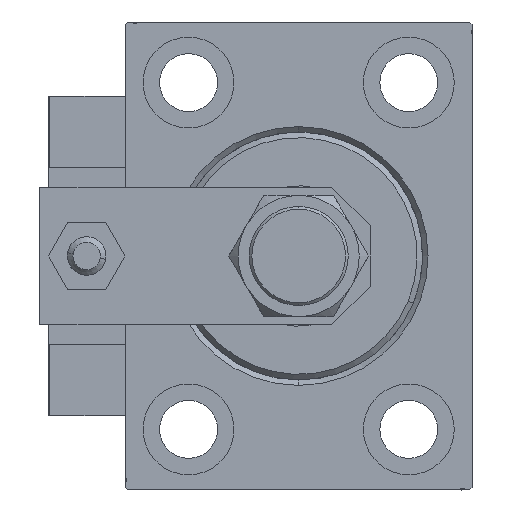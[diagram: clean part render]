
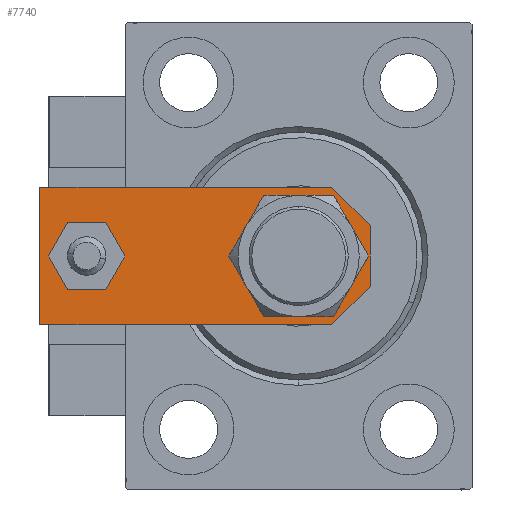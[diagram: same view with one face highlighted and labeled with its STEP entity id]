
A CAD part, left-side view. The second image highlights one B-rep face of the part: STEP entity #7740.
In plain terms, the highlighted face is planar.
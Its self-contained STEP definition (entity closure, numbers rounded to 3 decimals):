
#394 = CARTESIAN_POINT ( 'NONE',  ( -2.75, -2.75, 6. ) ) ;
#1100 = VERTEX_POINT ( 'NONE', #13663 ) ;
#1221 = EDGE_CURVE ( 'NONE', #37001, #34734, #34625, .T. ) ;
#1550 = AXIS2_PLACEMENT_3D ( 'NONE', #40632, #16567, #4533 ) ;
#3298 = CARTESIAN_POINT ( 'NONE',  ( 12.5, 60., 6. ) ) ;
#3435 = CARTESIAN_POINT ( 'NONE',  ( 12.5, 0., 6. ) ) ;
#4533 = DIRECTION ( 'NONE',  ( 1., 0., 0. ) ) ;
#4788 = ORIENTED_EDGE ( 'NONE', *, *, #23500, .T. ) ;
#6549 = CARTESIAN_POINT ( 'NONE',  ( -12.5, 0., 6. ) ) ;
#7313 = DIRECTION ( 'NONE',  ( 0., -1., 0. ) ) ;
#7338 = VECTOR ( 'NONE', #7313, 1000. ) ;
#7740 = ADVANCED_FACE ( 'NONE', ( #47677, #43757, #36685 ), #12352, .T. ) ;
#7916 = DIRECTION ( 'NONE',  ( 1., 0., 0. ) ) ;
#8183 = DIRECTION ( 'NONE',  ( 0., 0., 1. ) ) ;
#8256 = CARTESIAN_POINT ( 'NONE',  ( 12.5, 7., 6. ) ) ;
#8845 = EDGE_CURVE ( 'NONE', #33142, #37001, #51538, .T. ) ;
#10070 = CARTESIAN_POINT ( 'NONE',  ( 8.25, 13., 6. ) ) ;
#10558 = EDGE_CURVE ( 'NONE', #48088, #33142, #36258, .T. ) ;
#10640 = DIRECTION ( 'NONE',  ( 0., 0., 1. ) ) ;
#10660 = ORIENTED_EDGE ( 'NONE', *, *, #32374, .F. ) ;
#11386 = DIRECTION ( 'NONE',  ( 1., 0., 0. ) ) ;
#12352 = PLANE ( 'NONE',  #46598 ) ;
#13663 = CARTESIAN_POINT ( 'NONE',  ( 4., 51.5, 6. ) ) ;
#13715 = VERTEX_POINT ( 'NONE', #17579 ) ;
#14963 = LINE ( 'NONE', #3435, #24648 ) ;
#15769 = EDGE_CURVE ( 'NONE', #34734, #18472, #14963, .T. ) ;
#16567 = DIRECTION ( 'NONE',  ( 0., 0., 1. ) ) ;
#17221 = VECTOR ( 'NONE', #22290, 1000. ) ;
#17579 = CARTESIAN_POINT ( 'NONE',  ( -12.5, 60., 6. ) ) ;
#18472 = VERTEX_POINT ( 'NONE', #48840 ) ;
#18736 = VERTEX_POINT ( 'NONE', #29680 ) ;
#19140 = VERTEX_POINT ( 'NONE', #39474 ) ;
#19246 = EDGE_CURVE ( 'NONE', #18472, #13715, #36282, .T. ) ;
#19748 = ORIENTED_EDGE ( 'NONE', *, *, #8845, .T. ) ;
#20494 = VERTEX_POINT ( 'NONE', #10070 ) ;
#20894 = AXIS2_PLACEMENT_3D ( 'NONE', #39398, #32078, #11386 ) ;
#21434 = CARTESIAN_POINT ( 'NONE',  ( 0., 51.5, 6. ) ) ;
#21652 = ORIENTED_EDGE ( 'NONE', *, *, #29807, .F. ) ;
#22290 = DIRECTION ( 'NONE',  ( 0.707, 0.707, 0. ) ) ;
#23500 = EDGE_CURVE ( 'NONE', #13715, #48088, #27197, .T. ) ;
#23542 = ORIENTED_EDGE ( 'NONE', *, *, #1221, .T. ) ;
#23552 = DIRECTION ( 'NONE',  ( 1., 0., 0. ) ) ;
#23759 = VECTOR ( 'NONE', #32336, 1000. ) ;
#24648 = VECTOR ( 'NONE', #26470, 1000. ) ;
#25025 = CARTESIAN_POINT ( 'NONE',  ( -12.5, 7., 6. ) ) ;
#25500 = EDGE_LOOP ( 'NONE', ( #33537, #10660 ) ) ;
#26040 = EDGE_LOOP ( 'NONE', ( #4788, #27182, #19748, #23542, #37833, #44240 ) ) ;
#26336 = DIRECTION ( 'NONE',  ( 1., 0., 0. ) ) ;
#26470 = DIRECTION ( 'NONE',  ( 0., 1., 0. ) ) ;
#26752 = CIRCLE ( 'NONE', #20894, 8.25 ) ;
#26898 = AXIS2_PLACEMENT_3D ( 'NONE', #21434, #41066, #28532 ) ;
#27182 = ORIENTED_EDGE ( 'NONE', *, *, #10558, .T. ) ;
#27197 = LINE ( 'NONE', #39239, #7338 ) ;
#27482 = CIRCLE ( 'NONE', #1550, 8.25 ) ;
#28532 = DIRECTION ( 'NONE',  ( 1., 0., 0. ) ) ;
#29545 = CARTESIAN_POINT ( 'NONE',  ( -5.5, 0., 6. ) ) ;
#29680 = CARTESIAN_POINT ( 'NONE',  ( -4., 51.5, 6. ) ) ;
#29807 = EDGE_CURVE ( 'NONE', #1100, #18736, #44167, .T. ) ;
#31073 = CARTESIAN_POINT ( 'NONE',  ( 0., 51.5, 6. ) ) ;
#32078 = DIRECTION ( 'NONE',  ( 0., 0., 1. ) ) ;
#32336 = DIRECTION ( 'NONE',  ( 0.707, -0.707, 0. ) ) ;
#32374 = EDGE_CURVE ( 'NONE', #20494, #19140, #26752, .T. ) ;
#33142 = VERTEX_POINT ( 'NONE', #29545 ) ;
#33537 = ORIENTED_EDGE ( 'NONE', *, *, #43938, .F. ) ;
#33621 = CARTESIAN_POINT ( 'NONE',  ( 5.5, 0., 6. ) ) ;
#34625 = LINE ( 'NONE', #50540, #17221 ) ;
#34734 = VERTEX_POINT ( 'NONE', #8256 ) ;
#34991 = VECTOR ( 'NONE', #23552, 1000. ) ;
#35669 = CARTESIAN_POINT ( 'NONE',  ( 0., 0., 6. ) ) ;
#36258 = LINE ( 'NONE', #394, #23759 ) ;
#36282 = LINE ( 'NONE', #3298, #46429 ) ;
#36435 = EDGE_CURVE ( 'NONE', #18736, #1100, #40285, .T. ) ;
#36685 = FACE_BOUND ( 'NONE', #25500, .T. ) ;
#37001 = VERTEX_POINT ( 'NONE', #33621 ) ;
#37833 = ORIENTED_EDGE ( 'NONE', *, *, #15769, .T. ) ;
#39239 = CARTESIAN_POINT ( 'NONE',  ( -12.5, 60., 6. ) ) ;
#39398 = CARTESIAN_POINT ( 'NONE',  ( 0., 13., 6. ) ) ;
#39474 = CARTESIAN_POINT ( 'NONE',  ( -8.25, 13., 6. ) ) ;
#40285 = CIRCLE ( 'NONE', #26898, 4. ) ;
#40632 = CARTESIAN_POINT ( 'NONE',  ( 0., 13., 6. ) ) ;
#41066 = DIRECTION ( 'NONE',  ( 0., 0., 1. ) ) ;
#42220 = ORIENTED_EDGE ( 'NONE', *, *, #36435, .F. ) ;
#43334 = DIRECTION ( 'NONE',  ( -1., 0., 0. ) ) ;
#43757 = FACE_OUTER_BOUND ( 'NONE', #26040, .T. ) ;
#43938 = EDGE_CURVE ( 'NONE', #19140, #20494, #27482, .T. ) ;
#44167 = CIRCLE ( 'NONE', #51706, 4. ) ;
#44240 = ORIENTED_EDGE ( 'NONE', *, *, #19246, .T. ) ;
#46429 = VECTOR ( 'NONE', #43334, 1000. ) ;
#46598 = AXIS2_PLACEMENT_3D ( 'NONE', #35669, #8183, #7916 ) ;
#47677 = FACE_BOUND ( 'NONE', #49063, .T. ) ;
#48088 = VERTEX_POINT ( 'NONE', #25025 ) ;
#48840 = CARTESIAN_POINT ( 'NONE',  ( 12.5, 60., 6. ) ) ;
#49063 = EDGE_LOOP ( 'NONE', ( #42220, #21652 ) ) ;
#50540 = CARTESIAN_POINT ( 'NONE',  ( 2.75, -2.75, 6. ) ) ;
#51538 = LINE ( 'NONE', #6549, #34991 ) ;
#51706 = AXIS2_PLACEMENT_3D ( 'NONE', #31073, #10640, #26336 ) ;
